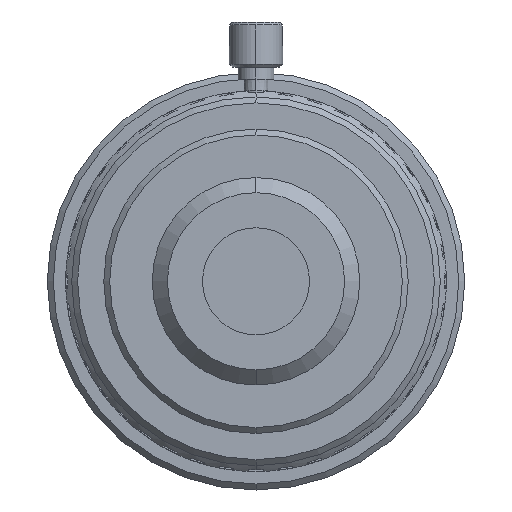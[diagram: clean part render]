
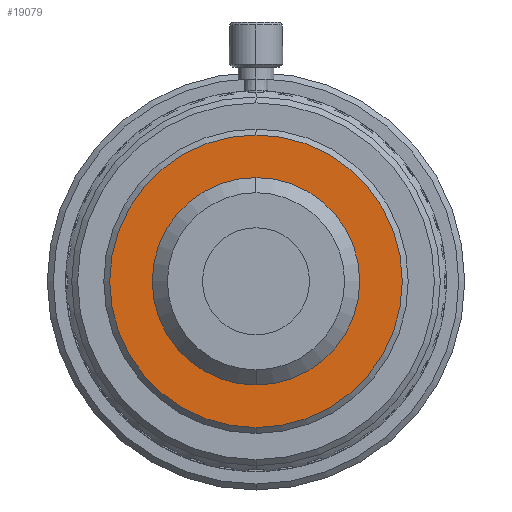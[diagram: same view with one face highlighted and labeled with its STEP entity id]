
A CAD part, left-side view. The second image highlights one B-rep face of the part: STEP entity #19079.
In plain terms, the highlighted face is planar.
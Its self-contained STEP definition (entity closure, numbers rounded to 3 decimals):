
#2569 = EDGE_CURVE('',#2570,#2572,#2574,.T.);
#2570 = VERTEX_POINT('',#2571);
#2571 = CARTESIAN_POINT('',(12.3,1.27,0.));
#2572 = VERTEX_POINT('',#2573);
#2573 = CARTESIAN_POINT('',(-12.3,1.27,0.));
#2574 = SURFACE_CURVE('',#2575,(#2580,#2592),.PCURVE_S1.);
#2575 = CIRCLE('',#2576,12.3);
#2576 = AXIS2_PLACEMENT_3D('',#2577,#2578,#2579);
#2577 = CARTESIAN_POINT('',(0.,1.27,0.));
#2578 = DIRECTION('',(0.,-1.,-0.));
#2579 = DIRECTION('',(1.,0.,0.));
#2580 = PCURVE('',#2581,#2586);
#2581 = CONICAL_SURFACE('',#2582,12.3,0.785);
#2582 = AXIS2_PLACEMENT_3D('',#2583,#2584,#2585);
#2583 = CARTESIAN_POINT('',(0.,1.27,0.));
#2584 = DIRECTION('',(0.,1.,0.));
#2585 = DIRECTION('',(-1.,0.,-0.));
#2586 = DEFINITIONAL_REPRESENTATION('',(#2587),#2591);
#2587 = LINE('',#2588,#2589);
#2588 = CARTESIAN_POINT('',(3.142,0.));
#2589 = VECTOR('',#2590,1.);
#2590 = DIRECTION('',(-1.,0.));
#2591 = ( GEOMETRIC_REPRESENTATION_CONTEXT(2) 
PARAMETRIC_REPRESENTATION_CONTEXT() REPRESENTATION_CONTEXT('2D SPACE',''
  ) );
#2592 = PCURVE('',#2593,#2598);
#2593 = PLANE('',#2594);
#2594 = AXIS2_PLACEMENT_3D('',#2595,#2596,#2597);
#2595 = CARTESIAN_POINT('',(8.72,1.27,0.));
#2596 = DIRECTION('',(0.,-1.,-0.));
#2597 = DIRECTION('',(1.,0.,0.));
#2598 = DEFINITIONAL_REPRESENTATION('',(#2599),#2603);
#2599 = CIRCLE('',#2600,12.3);
#2600 = AXIS2_PLACEMENT_2D('',#2601,#2602);
#2601 = CARTESIAN_POINT('',(-8.72,0.));
#2602 = DIRECTION('',(1.,0.));
#2603 = ( GEOMETRIC_REPRESENTATION_CONTEXT(2) 
PARAMETRIC_REPRESENTATION_CONTEXT() REPRESENTATION_CONTEXT('2D SPACE',''
  ) );
#2621 = CONICAL_SURFACE('',#2622,12.3,0.785);
#2622 = AXIS2_PLACEMENT_3D('',#2623,#2624,#2625);
#2623 = CARTESIAN_POINT('',(0.,1.27,0.));
#2624 = DIRECTION('',(0.,1.,0.));
#2625 = DIRECTION('',(-1.,0.,-0.));
#9664 = CONICAL_SURFACE('',#9665,7.45,0.785);
#9665 = AXIS2_PLACEMENT_3D('',#9666,#9667,#9668);
#9666 = CARTESIAN_POINT('',(0.,0.,0.));
#9667 = DIRECTION('',(0.,1.,0.));
#9668 = DIRECTION('',(-1.,0.,0.));
#9684 = VERTEX_POINT('',#9685);
#9685 = CARTESIAN_POINT('',(8.72,1.27,0.));
#9699 = CONICAL_SURFACE('',#9700,7.45,0.785);
#9700 = AXIS2_PLACEMENT_3D('',#9701,#9702,#9703);
#9701 = CARTESIAN_POINT('',(0.,0.,0.));
#9702 = DIRECTION('',(0.,1.,0.));
#9703 = DIRECTION('',(-1.,0.,0.));
#9711 = EDGE_CURVE('',#9684,#9712,#9714,.T.);
#9712 = VERTEX_POINT('',#9713);
#9713 = CARTESIAN_POINT('',(-8.72,1.27,0.));
#9714 = SURFACE_CURVE('',#9715,(#9720,#9727),.PCURVE_S1.);
#9715 = CIRCLE('',#9716,8.72);
#9716 = AXIS2_PLACEMENT_3D('',#9717,#9718,#9719);
#9717 = CARTESIAN_POINT('',(0.,1.27,0.));
#9718 = DIRECTION('',(0.,-1.,-0.));
#9719 = DIRECTION('',(1.,0.,0.));
#9720 = PCURVE('',#9664,#9721);
#9721 = DEFINITIONAL_REPRESENTATION('',(#9722),#9726);
#9722 = LINE('',#9723,#9724);
#9723 = CARTESIAN_POINT('',(3.142,1.27));
#9724 = VECTOR('',#9725,1.);
#9725 = DIRECTION('',(-1.,0.));
#9726 = ( GEOMETRIC_REPRESENTATION_CONTEXT(2) 
PARAMETRIC_REPRESENTATION_CONTEXT() REPRESENTATION_CONTEXT('2D SPACE',''
  ) );
#9727 = PCURVE('',#2593,#9728);
#9728 = DEFINITIONAL_REPRESENTATION('',(#9729),#9733);
#9729 = CIRCLE('',#9730,8.72);
#9730 = AXIS2_PLACEMENT_2D('',#9731,#9732);
#9731 = CARTESIAN_POINT('',(-8.72,0.));
#9732 = DIRECTION('',(1.,0.));
#9733 = ( GEOMETRIC_REPRESENTATION_CONTEXT(2) 
PARAMETRIC_REPRESENTATION_CONTEXT() REPRESENTATION_CONTEXT('2D SPACE',''
  ) );
#19079 = ADVANCED_FACE('',(#19080,#19105),#2593,.T.);
#19080 = FACE_BOUND('',#19081,.T.);
#19081 = EDGE_LOOP('',(#19082,#19104));
#19082 = ORIENTED_EDGE('',*,*,#19083,.T.);
#19083 = EDGE_CURVE('',#2572,#2570,#19084,.T.);
#19084 = SURFACE_CURVE('',#19085,(#19090,#19097),.PCURVE_S1.);
#19085 = CIRCLE('',#19086,12.3);
#19086 = AXIS2_PLACEMENT_3D('',#19087,#19088,#19089);
#19087 = CARTESIAN_POINT('',(0.,1.27,0.));
#19088 = DIRECTION('',(0.,-1.,-0.));
#19089 = DIRECTION('',(1.,0.,0.));
#19090 = PCURVE('',#2593,#19091);
#19091 = DEFINITIONAL_REPRESENTATION('',(#19092),#19096);
#19092 = CIRCLE('',#19093,12.3);
#19093 = AXIS2_PLACEMENT_2D('',#19094,#19095);
#19094 = CARTESIAN_POINT('',(-8.72,0.));
#19095 = DIRECTION('',(1.,0.));
#19096 = ( GEOMETRIC_REPRESENTATION_CONTEXT(2) 
PARAMETRIC_REPRESENTATION_CONTEXT() REPRESENTATION_CONTEXT('2D SPACE',''
  ) );
#19097 = PCURVE('',#2621,#19098);
#19098 = DEFINITIONAL_REPRESENTATION('',(#19099),#19103);
#19099 = LINE('',#19100,#19101);
#19100 = CARTESIAN_POINT('',(9.425,0.));
#19101 = VECTOR('',#19102,1.);
#19102 = DIRECTION('',(-1.,0.));
#19103 = ( GEOMETRIC_REPRESENTATION_CONTEXT(2) 
PARAMETRIC_REPRESENTATION_CONTEXT() REPRESENTATION_CONTEXT('2D SPACE',''
  ) );
#19104 = ORIENTED_EDGE('',*,*,#2569,.T.);
#19105 = FACE_BOUND('',#19106,.T.);
#19106 = EDGE_LOOP('',(#19107,#19129));
#19107 = ORIENTED_EDGE('',*,*,#19108,.F.);
#19108 = EDGE_CURVE('',#9712,#9684,#19109,.T.);
#19109 = SURFACE_CURVE('',#19110,(#19115,#19122),.PCURVE_S1.);
#19110 = CIRCLE('',#19111,8.72);
#19111 = AXIS2_PLACEMENT_3D('',#19112,#19113,#19114);
#19112 = CARTESIAN_POINT('',(0.,1.27,0.));
#19113 = DIRECTION('',(0.,-1.,-0.));
#19114 = DIRECTION('',(1.,0.,0.));
#19115 = PCURVE('',#2593,#19116);
#19116 = DEFINITIONAL_REPRESENTATION('',(#19117),#19121);
#19117 = CIRCLE('',#19118,8.72);
#19118 = AXIS2_PLACEMENT_2D('',#19119,#19120);
#19119 = CARTESIAN_POINT('',(-8.72,0.));
#19120 = DIRECTION('',(1.,0.));
#19121 = ( GEOMETRIC_REPRESENTATION_CONTEXT(2) 
PARAMETRIC_REPRESENTATION_CONTEXT() REPRESENTATION_CONTEXT('2D SPACE',''
  ) );
#19122 = PCURVE('',#9699,#19123);
#19123 = DEFINITIONAL_REPRESENTATION('',(#19124),#19128);
#19124 = LINE('',#19125,#19126);
#19125 = CARTESIAN_POINT('',(9.425,1.27));
#19126 = VECTOR('',#19127,1.);
#19127 = DIRECTION('',(-1.,0.));
#19128 = ( GEOMETRIC_REPRESENTATION_CONTEXT(2) 
PARAMETRIC_REPRESENTATION_CONTEXT() REPRESENTATION_CONTEXT('2D SPACE',''
  ) );
#19129 = ORIENTED_EDGE('',*,*,#9711,.F.);
